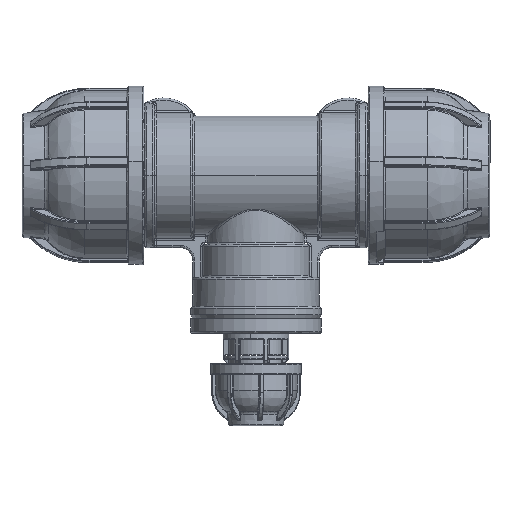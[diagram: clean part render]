
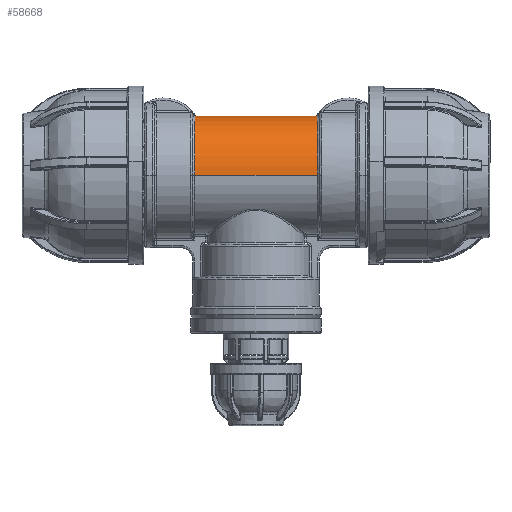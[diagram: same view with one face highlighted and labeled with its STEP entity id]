
A CAD part, top view. The second image highlights one B-rep face of the part: STEP entity #58668.
In plain terms, the highlighted cylindrical face has radius 28.75 mm (diameter 57.5 mm), a partial arc.
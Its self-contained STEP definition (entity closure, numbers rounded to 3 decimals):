
#106 = CARTESIAN_POINT ( 'NONE',  ( -122.582, 0., -28.75 ) ) ;
#2044 = DIRECTION ( 'NONE',  ( -1., 0., 0. ) ) ;
#3022 = EDGE_CURVE ( 'NONE', #53102, #28790, #64003, .T. ) ;
#3768 = ORIENTED_EDGE ( 'NONE', *, *, #13501, .T. ) ;
#3844 = FACE_OUTER_BOUND ( 'NONE', #53820, .T. ) ;
#4045 = VERTEX_POINT ( 'NONE', #23584 ) ;
#4524 = CARTESIAN_POINT ( 'NONE',  ( -122.582, 0., 28.75 ) ) ;
#5650 = ORIENTED_EDGE ( 'NONE', *, *, #34491, .T. ) ;
#5720 = CIRCLE ( 'NONE', #10490, 28.75 ) ;
#5970 = DIRECTION ( 'NONE',  ( 0., 0., -1. ) ) ;
#6162 = DIRECTION ( 'NONE',  ( -1., 0., 0. ) ) ;
#6626 = CARTESIAN_POINT ( 'NONE',  ( -121.525, 28.618, -2.754 ) ) ;
#7242 = CARTESIAN_POINT ( 'NONE',  ( -121.525, 28.618, -2.754 ) ) ;
#7526 = EDGE_CURVE ( 'NONE', #56960, #76078, #58481, .T. ) ;
#8325 = VERTEX_POINT ( 'NONE', #106 ) ;
#9157 = ORIENTED_EDGE ( 'NONE', *, *, #86556, .T. ) ;
#10490 = AXIS2_PLACEMENT_3D ( 'NONE', #33076, #88275, #5970 ) ;
#11748 = CARTESIAN_POINT ( 'NONE',  ( -64.138, 28.618, 2.754 ) ) ;
#11871 = DIRECTION ( 'NONE',  ( 1., 0., 0. ) ) ;
#13501 = EDGE_CURVE ( 'NONE', #8325, #49531, #5720, .T. ) ;
#14074 = CARTESIAN_POINT ( 'NONE',  ( -121.639, 28.794, 0.924 ) ) ;
#18110 = LINE ( 'NONE', #55420, #39464 ) ;
#21429 = DIRECTION ( 'NONE',  ( 1., 0., 0. ) ) ;
#23584 = CARTESIAN_POINT ( 'NONE',  ( -121.525, 28.618, 2.754 ) ) ;
#26060 = CARTESIAN_POINT ( 'NONE',  ( -64.138, 28.618, -2.754 ) ) ;
#26368 = CARTESIAN_POINT ( 'NONE',  ( -64.024, 28.794, 0.924 ) ) ;
#26401 = CARTESIAN_POINT ( 'NONE',  ( -92.832, 0., -28.75 ) ) ;
#27962 = CARTESIAN_POINT ( 'NONE',  ( -92.832, 0., 28.75 ) ) ;
#28561 = DIRECTION ( 'NONE',  ( 1., 0., 0. ) ) ;
#28790 = VERTEX_POINT ( 'NONE', #72906 ) ;
#29304 = DIRECTION ( 'NONE',  ( 0., 0., -1. ) ) ;
#32488 = LINE ( 'NONE', #27962, #52705 ) ;
#33076 = CARTESIAN_POINT ( 'NONE',  ( -122.582, 0., 0. ) ) ;
#34491 = EDGE_CURVE ( 'NONE', #76078, #53102, #79220, .T. ) ;
#36163 = DIRECTION ( 'NONE',  ( 1., 0., 0. ) ) ;
#36915 = VERTEX_POINT ( 'NONE', #38509 ) ;
#37088 = LINE ( 'NONE', #39059, #47696 ) ;
#38509 = CARTESIAN_POINT ( 'NONE',  ( -63.082, 28.618, -2.754 ) ) ;
#38887 = ORIENTED_EDGE ( 'NONE', *, *, #80539, .T. ) ;
#39059 = CARTESIAN_POINT ( 'NONE',  ( -92.832, 28.618, -2.754 ) ) ;
#39464 = VECTOR ( 'NONE', #83017, 1000. ) ;
#40290 = VERTEX_POINT ( 'NONE', #4524 ) ;
#40409 = CARTESIAN_POINT ( 'NONE',  ( -63.082, 0., 0. ) ) ;
#40892 = CARTESIAN_POINT ( 'NONE',  ( -121.525, 28.618, 2.754 ) ) ;
#41195 = CIRCLE ( 'NONE', #44889, 28.75 ) ;
#41726 = DIRECTION ( 'NONE',  ( 0., 0., -1. ) ) ;
#42623 = CIRCLE ( 'NONE', #59037, 28.75 ) ;
#42787 = CARTESIAN_POINT ( 'NONE',  ( -92.832, 28.618, 2.754 ) ) ;
#43001 = AXIS2_PLACEMENT_3D ( 'NONE', #40409, #6162, #87004 ) ;
#44889 = AXIS2_PLACEMENT_3D ( 'NONE', #69302, #21429, #41726 ) ;
#45086 = CARTESIAN_POINT ( 'NONE',  ( -63.082, 0., 28.75 ) ) ;
#46404 = ORIENTED_EDGE ( 'NONE', *, *, #86136, .T. ) ;
#47138 = EDGE_CURVE ( 'NONE', #49531, #79434, #18110, .T. ) ;
#47696 = VECTOR ( 'NONE', #74018, 1000. ) ;
#49344 = ORIENTED_EDGE ( 'NONE', *, *, #58970, .T. ) ;
#49350 = ORIENTED_EDGE ( 'NONE', *, *, #7526, .T. ) ;
#49531 = VERTEX_POINT ( 'NONE', #77443 ) ;
#49590 = DIRECTION ( 'NONE',  ( -1., 0., 0. ) ) ;
#49737 = DIRECTION ( 'NONE',  ( -1., 0., 0. ) ) ;
#50024 = DIRECTION ( 'NONE',  ( 0., 0., -1. ) ) ;
#50239 = ORIENTED_EDGE ( 'NONE', *, *, #58070, .T. ) ;
#50840 = VECTOR ( 'NONE', #2044, 1000. ) ;
#52705 = VECTOR ( 'NONE', #28561, 1000. ) ;
#53102 = VERTEX_POINT ( 'NONE', #11748 ) ;
#53445 = CARTESIAN_POINT ( 'NONE',  ( -64.024, 28.794, -0.924 ) ) ;
#53820 = EDGE_LOOP ( 'NONE', ( #49344, #9157, #49350, #5650, #78409, #80538, #50239, #63237, #3768, #72259, #46404, #38887 ) ) ;
#55420 = CARTESIAN_POINT ( 'NONE',  ( -92.832, 28.618, -2.754 ) ) ;
#55576 = CARTESIAN_POINT ( 'NONE',  ( -92.832, 28.618, 2.754 ) ) ;
#56348 = CARTESIAN_POINT ( 'NONE',  ( -92.832, 0., 0. ) ) ;
#56705 = CARTESIAN_POINT ( 'NONE',  ( -122.582, 28.618, 2.754 ) ) ;
#56960 = VERTEX_POINT ( 'NONE', #45086 ) ;
#58070 = EDGE_CURVE ( 'NONE', #36915, #81494, #42623, .T. ) ;
#58481 = CIRCLE ( 'NONE', #43001, 28.75 ) ;
#58668 = ADVANCED_FACE ( 'NONE', ( #3844 ), #63485, .T. ) ;
#58970 = EDGE_CURVE ( 'NONE', #59480, #40290, #41195, .T. ) ;
#59037 = AXIS2_PLACEMENT_3D ( 'NONE', #77012, #49737, #50024 ) ;
#59480 = VERTEX_POINT ( 'NONE', #56705 ) ;
#62235 = CARTESIAN_POINT ( 'NONE',  ( -121.639, 28.794, -0.924 ) ) ;
#63237 = ORIENTED_EDGE ( 'NONE', *, *, #81058, .F. ) ;
#63485 = CYLINDRICAL_SURFACE ( 'NONE', #66413, 28.75 ) ;
#64003 = B_SPLINE_CURVE_WITH_KNOTS ( 'NONE', 3,
 ( #81014, #26368, #53445, #26060 ),
 .UNSPECIFIED., .F., .F.,
 ( 4, 4 ),
 ( 0., 1. ),
 .UNSPECIFIED. ) ;
#66017 = B_SPLINE_CURVE_WITH_KNOTS ( 'NONE', 3,
 ( #7242, #62235, #14074, #40892 ),
 .UNSPECIFIED., .F., .F.,
 ( 4, 4 ),
 ( 0., 1. ),
 .UNSPECIFIED. ) ;
#66413 = AXIS2_PLACEMENT_3D ( 'NONE', #56348, #36163, #29304 ) ;
#66680 = LINE ( 'NONE', #26401, #81553 ) ;
#68570 = VECTOR ( 'NONE', #49590, 1000. ) ;
#69302 = CARTESIAN_POINT ( 'NONE',  ( -122.582, 0., 0. ) ) ;
#72259 = ORIENTED_EDGE ( 'NONE', *, *, #47138, .T. ) ;
#72906 = CARTESIAN_POINT ( 'NONE',  ( -64.138, 28.618, -2.754 ) ) ;
#74018 = DIRECTION ( 'NONE',  ( 1., 0., 0. ) ) ;
#76078 = VERTEX_POINT ( 'NONE', #87103 ) ;
#77012 = CARTESIAN_POINT ( 'NONE',  ( -63.082, 0., 0. ) ) ;
#77443 = CARTESIAN_POINT ( 'NONE',  ( -122.582, 28.618, -2.754 ) ) ;
#78409 = ORIENTED_EDGE ( 'NONE', *, *, #3022, .T. ) ;
#79220 = LINE ( 'NONE', #42787, #68570 ) ;
#79434 = VERTEX_POINT ( 'NONE', #6626 ) ;
#80538 = ORIENTED_EDGE ( 'NONE', *, *, #82895, .T. ) ;
#80539 = EDGE_CURVE ( 'NONE', #4045, #59480, #82684, .T. ) ;
#80953 = CARTESIAN_POINT ( 'NONE',  ( -63.082, 0., -28.75 ) ) ;
#81014 = CARTESIAN_POINT ( 'NONE',  ( -64.138, 28.618, 2.754 ) ) ;
#81058 = EDGE_CURVE ( 'NONE', #8325, #81494, #66680, .T. ) ;
#81494 = VERTEX_POINT ( 'NONE', #80953 ) ;
#81553 = VECTOR ( 'NONE', #11871, 1000. ) ;
#82684 = LINE ( 'NONE', #55576, #50840 ) ;
#82895 = EDGE_CURVE ( 'NONE', #28790, #36915, #37088, .T. ) ;
#83017 = DIRECTION ( 'NONE',  ( 1., 0., 0. ) ) ;
#86136 = EDGE_CURVE ( 'NONE', #79434, #4045, #66017, .T. ) ;
#86556 = EDGE_CURVE ( 'NONE', #40290, #56960, #32488, .T. ) ;
#87004 = DIRECTION ( 'NONE',  ( 0., 0., -1. ) ) ;
#87103 = CARTESIAN_POINT ( 'NONE',  ( -63.082, 28.618, 2.754 ) ) ;
#88275 = DIRECTION ( 'NONE',  ( 1., 0., 0. ) ) ;
